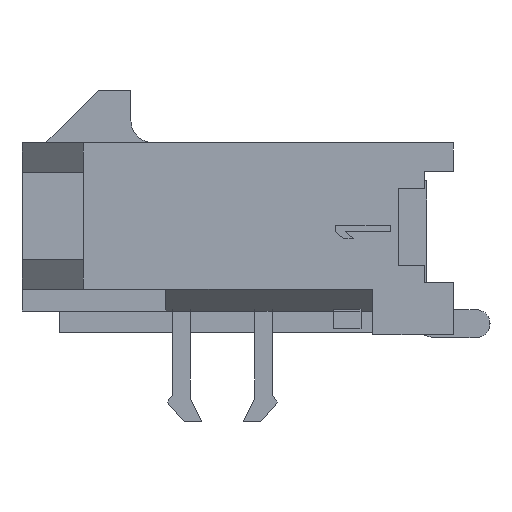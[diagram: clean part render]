
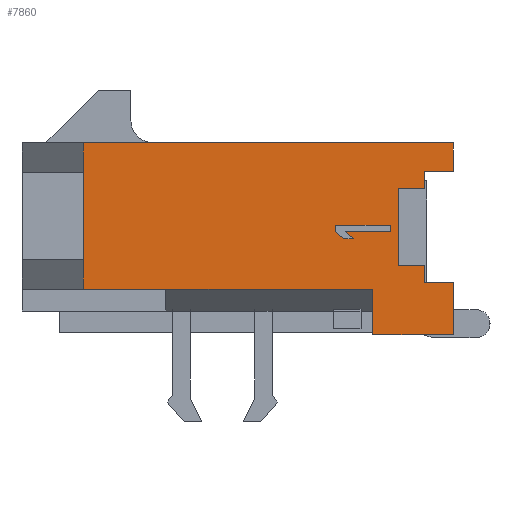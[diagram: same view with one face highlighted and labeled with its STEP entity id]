
A CAD part, left-side view. The second image highlights one B-rep face of the part: STEP entity #7860.
In plain terms, the highlighted planar face has unit normal (-1, 0, 0).
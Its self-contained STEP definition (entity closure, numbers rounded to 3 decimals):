
#43=FACE_BOUND('',#799,.T.);
#387=FACE_OUTER_BOUND('',#798,.T.);
#798=EDGE_LOOP('',(#5606,#5607,#5608,#5609,#5610,#5611,#5612,#5613,#5614,
#5615,#5616,#5617,#5618,#5619,#5620,#5621,#5622));
#799=EDGE_LOOP('',(#5623,#5624,#5625,#5626,#5627,#5628,#5629));
#1169=LINE('',#10787,#2232);
#1251=LINE('',#10970,#2314);
#1279=LINE('',#11025,#2342);
#1403=LINE('',#11285,#2466);
#1429=LINE('',#11335,#2492);
#1433=LINE('',#11342,#2496);
#1435=LINE('',#11347,#2498);
#1436=LINE('',#11349,#2499);
#1437=LINE('',#11351,#2500);
#1438=LINE('',#11353,#2501);
#1439=LINE('',#11355,#2502);
#1440=LINE('',#11357,#2503);
#1441=LINE('',#11359,#2504);
#1442=LINE('',#11361,#2505);
#1443=LINE('',#11363,#2506);
#1444=LINE('',#11365,#2507);
#1445=LINE('',#11366,#2508);
#1446=LINE('',#11369,#2509);
#1447=LINE('',#11371,#2510);
#1448=LINE('',#11373,#2511);
#1449=LINE('',#11375,#2512);
#1450=LINE('',#11377,#2513);
#1451=LINE('',#11379,#2514);
#1452=LINE('',#11380,#2515);
#2232=VECTOR('',#8736,0.67);
#2314=VECTOR('',#8854,4.75);
#2342=VECTOR('',#8888,1.9);
#2466=VECTOR('',#9120,1.2);
#2492=VECTOR('',#9164,1.85);
#2496=VECTOR('',#9172,1.04);
#2498=VECTOR('',#9178,0.395);
#2499=VECTOR('',#9179,0.6);
#2500=VECTOR('',#9180,1.75);
#2501=VECTOR('',#9181,0.6);
#2502=VECTOR('',#9182,0.395);
#2503=VECTOR('',#9183,0.67);
#2504=VECTOR('',#9184,0.66);
#2505=VECTOR('',#9185,8.5);
#2506=VECTOR('',#9186,0.68);
#2507=VECTOR('',#9187,2.);
#2508=VECTOR('',#9188,0.68);
#2509=VECTOR('',#9189,1.25);
#2510=VECTOR('',#9190,0.156);
#2511=VECTOR('',#9191,1.037);
#2512=VECTOR('',#9192,0.243);
#2513=VECTOR('',#9193,0.213);
#2514=VECTOR('',#9194,0.243);
#2515=VECTOR('',#9195,0.156);
#3296=VERTEX_POINT('',#10784);
#3297=VERTEX_POINT('',#10786);
#3379=VERTEX_POINT('',#10967);
#3380=VERTEX_POINT('',#10969);
#3404=VERTEX_POINT('',#11024);
#3486=VERTEX_POINT('',#11284);
#3501=VERTEX_POINT('',#11334);
#3503=VERTEX_POINT('',#11346);
#3504=VERTEX_POINT('',#11348);
#3505=VERTEX_POINT('',#11350);
#3506=VERTEX_POINT('',#11352);
#3507=VERTEX_POINT('',#11354);
#3508=VERTEX_POINT('',#11356);
#3509=VERTEX_POINT('',#11358);
#3510=VERTEX_POINT('',#11360);
#3511=VERTEX_POINT('',#11362);
#3512=VERTEX_POINT('',#11364);
#3513=VERTEX_POINT('',#11367);
#3514=VERTEX_POINT('',#11368);
#3515=VERTEX_POINT('',#11370);
#3516=VERTEX_POINT('',#11372);
#3517=VERTEX_POINT('',#11374);
#3518=VERTEX_POINT('',#11376);
#3519=VERTEX_POINT('',#11378);
#4020=EDGE_CURVE('',#3297,#3296,#1169,.T.);
#4108=EDGE_CURVE('',#3380,#3379,#1251,.T.);
#4136=EDGE_CURVE('',#3404,#3380,#1279,.T.);
#4266=EDGE_CURVE('',#3486,#3297,#1403,.T.);
#4292=EDGE_CURVE('',#3501,#3486,#1429,.T.);
#4296=EDGE_CURVE('',#3379,#3501,#1433,.T.);
#4298=EDGE_CURVE('',#3296,#3503,#1435,.T.);
#4299=EDGE_CURVE('',#3504,#3503,#1436,.T.);
#4300=EDGE_CURVE('',#3505,#3504,#1437,.T.);
#4301=EDGE_CURVE('',#3506,#3505,#1438,.T.);
#4302=EDGE_CURVE('',#3506,#3507,#1439,.T.);
#4303=EDGE_CURVE('',#3507,#3508,#1440,.T.);
#4304=EDGE_CURVE('',#3508,#3509,#1441,.T.);
#4305=EDGE_CURVE('',#3509,#3510,#1442,.T.);
#4306=EDGE_CURVE('',#3510,#3511,#1443,.T.);
#4307=EDGE_CURVE('',#3512,#3511,#1444,.T.);
#4308=EDGE_CURVE('',#3512,#3404,#1445,.T.);
#4309=EDGE_CURVE('',#3513,#3514,#1446,.T.);
#4310=EDGE_CURVE('',#3515,#3513,#1447,.T.);
#4311=EDGE_CURVE('',#3516,#3515,#1448,.T.);
#4312=EDGE_CURVE('',#3517,#3516,#1449,.T.);
#4313=EDGE_CURVE('',#3518,#3517,#1450,.T.);
#4314=EDGE_CURVE('',#3519,#3518,#1451,.T.);
#4315=EDGE_CURVE('',#3514,#3519,#1452,.T.);
#5606=ORIENTED_EDGE('',*,*,#4136,.T.);
#5607=ORIENTED_EDGE('',*,*,#4108,.T.);
#5608=ORIENTED_EDGE('',*,*,#4296,.T.);
#5609=ORIENTED_EDGE('',*,*,#4292,.T.);
#5610=ORIENTED_EDGE('',*,*,#4266,.T.);
#5611=ORIENTED_EDGE('',*,*,#4020,.T.);
#5612=ORIENTED_EDGE('',*,*,#4298,.T.);
#5613=ORIENTED_EDGE('',*,*,#4299,.F.);
#5614=ORIENTED_EDGE('',*,*,#4300,.F.);
#5615=ORIENTED_EDGE('',*,*,#4301,.F.);
#5616=ORIENTED_EDGE('',*,*,#4302,.T.);
#5617=ORIENTED_EDGE('',*,*,#4303,.T.);
#5618=ORIENTED_EDGE('',*,*,#4304,.T.);
#5619=ORIENTED_EDGE('',*,*,#4305,.T.);
#5620=ORIENTED_EDGE('',*,*,#4306,.T.);
#5621=ORIENTED_EDGE('',*,*,#4307,.F.);
#5622=ORIENTED_EDGE('',*,*,#4308,.T.);
#5623=ORIENTED_EDGE('',*,*,#4309,.F.);
#5624=ORIENTED_EDGE('',*,*,#4310,.F.);
#5625=ORIENTED_EDGE('',*,*,#4311,.F.);
#5626=ORIENTED_EDGE('',*,*,#4312,.F.);
#5627=ORIENTED_EDGE('',*,*,#4313,.F.);
#5628=ORIENTED_EDGE('',*,*,#4314,.F.);
#5629=ORIENTED_EDGE('',*,*,#4315,.F.);
#7473=PLANE('',#8296);
#7860=ADVANCED_FACE('',(#387,#43),#7473,.T.);
#8296=AXIS2_PLACEMENT_3D('',#11345,#9176,#9177);
#8736=DIRECTION('',(0.,1.,0.));
#8854=DIRECTION('',(0.,-1.,0.));
#8888=DIRECTION('',(0.,-1.,0.));
#9120=DIRECTION('',(0.,0.,1.));
#9164=DIRECTION('',(0.,-1.,0.));
#9172=DIRECTION('',(0.,0.,-1.));
#9176=DIRECTION('center_axis',(-1.,0.,0.));
#9177=DIRECTION('ref_axis',(0.,-1.,0.));
#9178=DIRECTION('',(0.,0.,1.));
#9179=DIRECTION('',(0.,-1.,0.));
#9180=DIRECTION('',(0.,0.,-1.));
#9181=DIRECTION('',(0.,1.,0.));
#9182=DIRECTION('',(0.,0.,1.));
#9183=DIRECTION('',(0.,-1.,0.));
#9184=DIRECTION('',(0.,0.,1.));
#9185=DIRECTION('',(0.,1.,0.));
#9186=DIRECTION('',(0.,0.,-1.));
#9187=DIRECTION('',(0.,0.,1.));
#9188=DIRECTION('',(0.,0.,-1.));
#9189=DIRECTION('',(0.,1.,0.));
#9190=DIRECTION('',(0.,0.,1.));
#9191=DIRECTION('',(0.,-1.,0.));
#9192=DIRECTION('',(0.,0.766,0.643));
#9193=DIRECTION('',(0.,-1.,0.));
#9194=DIRECTION('',(0.,-0.766,-0.643));
#9195=DIRECTION('',(0.,0.,-1.));
#10784=CARTESIAN_POINT('',(-10.82,-4.63,1.2));
#10786=CARTESIAN_POINT('',(-10.82,-5.3,1.2));
#10787=CARTESIAN_POINT('',(-10.82,-5.3,1.2));
#10967=CARTESIAN_POINT('',(-10.82,-3.45,1.04));
#10969=CARTESIAN_POINT('',(-10.82,1.3,1.04));
#10970=CARTESIAN_POINT('',(-10.82,1.3,1.04));
#11024=CARTESIAN_POINT('',(-10.82,3.2,1.04));
#11025=CARTESIAN_POINT('',(-10.82,3.2,1.04));
#11284=CARTESIAN_POINT('',(-10.82,-5.3,0.));
#11285=CARTESIAN_POINT('',(-10.82,-5.3,0.));
#11334=CARTESIAN_POINT('',(-10.82,-3.45,0.));
#11335=CARTESIAN_POINT('',(-10.82,-3.45,0.));
#11342=CARTESIAN_POINT('',(-10.82,-3.45,1.04));
#11345=CARTESIAN_POINT('Origin',(-10.82,-0.35,2.47));
#11346=CARTESIAN_POINT('',(-10.82,-4.63,1.595));
#11347=CARTESIAN_POINT('',(-10.82,-4.63,1.2));
#11348=CARTESIAN_POINT('',(-10.82,-4.03,1.595));
#11349=CARTESIAN_POINT('',(-10.82,-4.03,1.595));
#11350=CARTESIAN_POINT('',(-10.82,-4.03,3.345));
#11351=CARTESIAN_POINT('',(-10.82,-4.03,3.345));
#11352=CARTESIAN_POINT('',(-10.82,-4.63,3.345));
#11353=CARTESIAN_POINT('',(-10.82,-4.63,3.345));
#11354=CARTESIAN_POINT('',(-10.82,-4.63,3.74));
#11355=CARTESIAN_POINT('',(-10.82,-4.63,3.345));
#11356=CARTESIAN_POINT('',(-10.82,-5.3,3.74));
#11357=CARTESIAN_POINT('',(-10.82,-4.63,3.74));
#11358=CARTESIAN_POINT('',(-10.82,-5.3,4.4));
#11359=CARTESIAN_POINT('',(-10.82,-5.3,3.74));
#11360=CARTESIAN_POINT('',(-10.82,3.2,4.4));
#11361=CARTESIAN_POINT('',(-10.82,-5.3,4.4));
#11362=CARTESIAN_POINT('',(-10.82,3.2,3.72));
#11363=CARTESIAN_POINT('',(-10.82,3.2,4.4));
#11364=CARTESIAN_POINT('',(-10.82,3.2,1.72));
#11365=CARTESIAN_POINT('',(-10.82,3.2,1.72));
#11366=CARTESIAN_POINT('',(-10.82,3.2,1.72));
#11367=CARTESIAN_POINT('',(-10.82,-3.85,2.512));
#11368=CARTESIAN_POINT('',(-10.82,-2.6,2.512));
#11369=CARTESIAN_POINT('',(-10.82,-3.85,2.512));
#11370=CARTESIAN_POINT('',(-10.82,-3.85,2.356));
#11371=CARTESIAN_POINT('',(-10.82,-3.85,2.356));
#11372=CARTESIAN_POINT('',(-10.82,-2.813,2.356));
#11373=CARTESIAN_POINT('',(-10.82,-2.813,2.356));
#11374=CARTESIAN_POINT('',(-10.82,-2.999,2.2));
#11375=CARTESIAN_POINT('',(-10.82,-2.999,2.2));
#11376=CARTESIAN_POINT('',(-10.82,-2.786,2.2));
#11377=CARTESIAN_POINT('',(-10.82,-2.786,2.2));
#11378=CARTESIAN_POINT('',(-10.82,-2.6,2.356));
#11379=CARTESIAN_POINT('',(-10.82,-2.6,2.356));
#11380=CARTESIAN_POINT('',(-10.82,-2.6,2.512));
